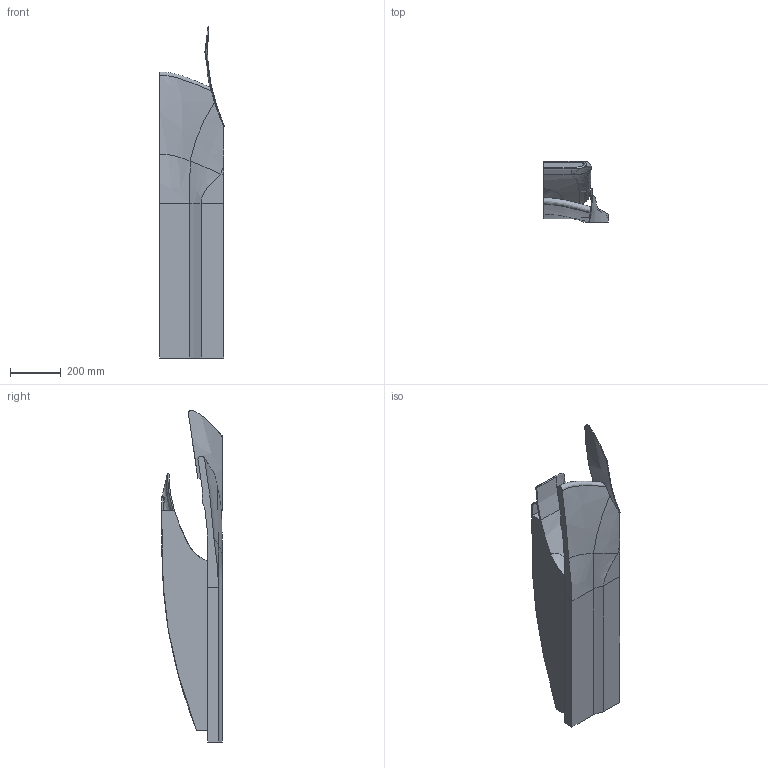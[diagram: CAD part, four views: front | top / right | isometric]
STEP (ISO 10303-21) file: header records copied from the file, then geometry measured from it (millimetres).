
FILE_DESCRIPTION(('FreeCAD Model'),'2;1');
FILE_NAME('Open CASCADE Shape Model','2025-04-27T01:24:51',('FreeCAD'),( 'FreeCAD'),'Open CASCADE STEP processor 7.6','FreeCAD','Unknown');
FILE_SCHEMA(('AUTOMOTIVE_DESIGN { 1 0 10303 214 1 1 1 1 }'));
Length unit declared in the file: millimetre
Products named in the file (1): Open CASCADE STEP translator 7.6 1
Bounding box: 254.68 x 238.92 x 1304.83 mm (x, y, z)
Volume: 24982524.9 mm3; surface area: 1254787.1 mm2
Topology: 5 solids, 5 shells, 86 faces, 221 edges, 141 vertices
Faces by surface type: bspline 86
Entity records: 10259 total; most frequent: CARTESIAN_POINT 8921, ORIENTED_EDGE 434, EDGE_CURVE 217, B_SPLINE_CURVE_WITH_KNOTS 202, VERTEX_POINT 141, ADVANCED_FACE 86, FACE_BOUND 86, EDGE_LOOP 86
